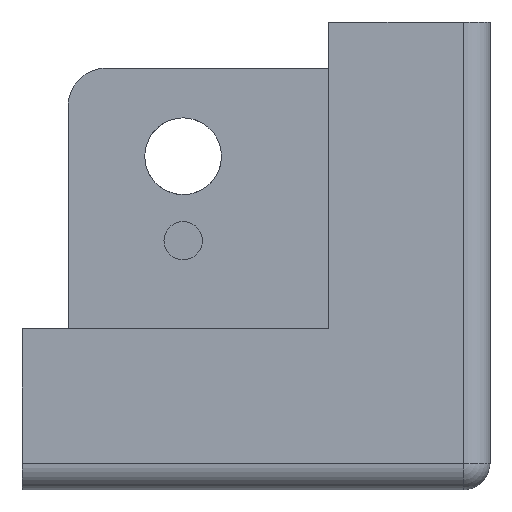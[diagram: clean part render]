
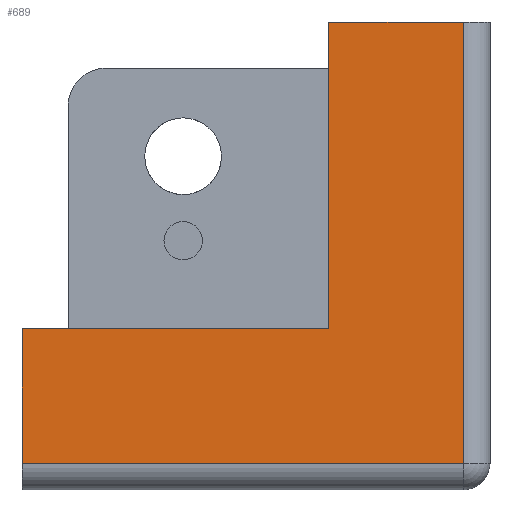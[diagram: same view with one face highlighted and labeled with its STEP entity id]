
A CAD part, front view. The second image highlights one B-rep face of the part: STEP entity #689.
In plain terms, the highlighted planar face has unit normal (0, -1, 0).
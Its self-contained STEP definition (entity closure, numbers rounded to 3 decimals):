
#12 = VECTOR ( 'NONE', #995, 1000. ) ;
#45 = CARTESIAN_POINT ( 'NONE',  ( -3.7, -0.5, 11.7 ) ) ;
#59 = EDGE_CURVE ( 'NONE', #359, #806, #232, .T. ) ;
#73 = ORIENTED_EDGE ( 'NONE', *, *, #59, .F. ) ;
#101 = EDGE_CURVE ( 'NONE', #670, #1576, #1086, .T. ) ;
#119 = CARTESIAN_POINT ( 'NONE',  ( -11.7, -0.5, 3.7 ) ) ;
#156 = VECTOR ( 'NONE', #310, 1000. ) ;
#200 = CARTESIAN_POINT ( 'NONE',  ( -11.7, -0.5, 0.2 ) ) ;
#208 = EDGE_LOOP ( 'NONE', ( #225, #1123, #627, #73, #962, #1091 ) ) ;
#224 = VECTOR ( 'NONE', #248, 1000. ) ;
#225 = ORIENTED_EDGE ( 'NONE', *, *, #244, .F. ) ;
#232 = LINE ( 'NONE', #816, #224 ) ;
#244 = EDGE_CURVE ( 'NONE', #992, #670, #1228, .T. ) ;
#248 = DIRECTION ( 'NONE',  ( 1., 0., 0. ) ) ;
#295 = CARTESIAN_POINT ( 'NONE',  ( -0.2, -0.5, 11.7 ) ) ;
#310 = DIRECTION ( 'NONE',  ( 0., 0., 1. ) ) ;
#350 = CARTESIAN_POINT ( 'NONE',  ( -3.7, -0.5, 3.7 ) ) ;
#359 = VERTEX_POINT ( 'NONE', #45 ) ;
#403 = CARTESIAN_POINT ( 'NONE',  ( -0.2, -0.5, 0.2 ) ) ;
#497 = CARTESIAN_POINT ( 'NONE',  ( -3.7, -0.5, 3.7 ) ) ;
#499 = CARTESIAN_POINT ( 'NONE',  ( 0., -0.5, 0.2 ) ) ;
#619 = LINE ( 'NONE', #499, #12 ) ;
#625 = DIRECTION ( 'NONE',  ( 0., 0., 1. ) ) ;
#627 = ORIENTED_EDGE ( 'NONE', *, *, #1238, .T. ) ;
#636 = EDGE_CURVE ( 'NONE', #1576, #359, #1531, .T. ) ;
#670 = VERTEX_POINT ( 'NONE', #119 ) ;
#689 = ADVANCED_FACE ( 'NONE', ( #994 ), #1106, .T. ) ;
#725 = DIRECTION ( 'NONE',  ( 1., 0., 0. ) ) ;
#726 = CARTESIAN_POINT ( 'NONE',  ( -11.7, -0.5, -0.5 ) ) ;
#806 = VERTEX_POINT ( 'NONE', #295 ) ;
#816 = CARTESIAN_POINT ( 'NONE',  ( 0.5, -0.5, 11.7 ) ) ;
#962 = ORIENTED_EDGE ( 'NONE', *, *, #636, .F. ) ;
#992 = VERTEX_POINT ( 'NONE', #200 ) ;
#994 = FACE_OUTER_BOUND ( 'NONE', #208, .T. ) ;
#995 = DIRECTION ( 'NONE',  ( 1., 0., 0. ) ) ;
#1001 = CARTESIAN_POINT ( 'NONE',  ( 0., -0.5, 0. ) ) ;
#1086 = LINE ( 'NONE', #1335, #1390 ) ;
#1091 = ORIENTED_EDGE ( 'NONE', *, *, #101, .F. ) ;
#1097 = CARTESIAN_POINT ( 'NONE',  ( -0.2, -0.5, 0. ) ) ;
#1106 = PLANE ( 'NONE',  #1446 ) ;
#1123 = ORIENTED_EDGE ( 'NONE', *, *, #1560, .T. ) ;
#1192 = VECTOR ( 'NONE', #1546, 1000. ) ;
#1228 = LINE ( 'NONE', #726, #1553 ) ;
#1238 = EDGE_CURVE ( 'NONE', #1444, #806, #1441, .T. ) ;
#1335 = CARTESIAN_POINT ( 'NONE',  ( -12., -0.5, 3.7 ) ) ;
#1390 = VECTOR ( 'NONE', #725, 1000. ) ;
#1441 = LINE ( 'NONE', #1097, #1192 ) ;
#1444 = VERTEX_POINT ( 'NONE', #403 ) ;
#1446 = AXIS2_PLACEMENT_3D ( 'NONE', #1001, #1469, #1476 ) ;
#1469 = DIRECTION ( 'NONE',  ( 0., -1., 0. ) ) ;
#1476 = DIRECTION ( 'NONE',  ( 0., 0., -1. ) ) ;
#1531 = LINE ( 'NONE', #350, #156 ) ;
#1546 = DIRECTION ( 'NONE',  ( 0., 0., 1. ) ) ;
#1553 = VECTOR ( 'NONE', #625, 1000. ) ;
#1560 = EDGE_CURVE ( 'NONE', #992, #1444, #619, .T. ) ;
#1576 = VERTEX_POINT ( 'NONE', #497 ) ;
